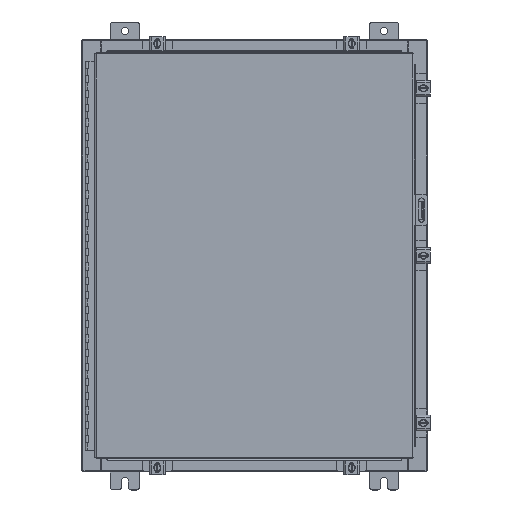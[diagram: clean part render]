
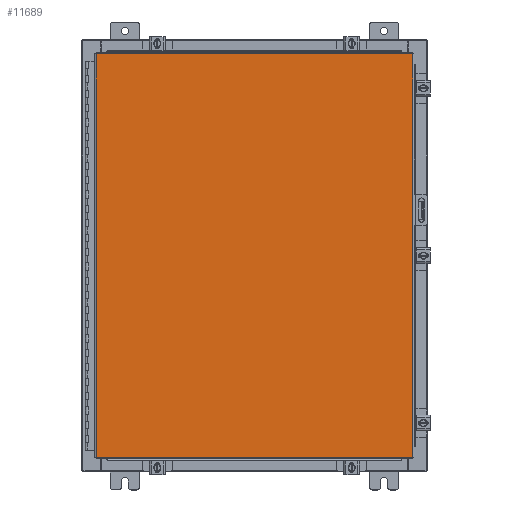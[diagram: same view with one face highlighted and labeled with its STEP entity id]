
A CAD part, top view. The second image highlights one B-rep face of the part: STEP entity #11689.
In plain terms, the highlighted planar face has unit normal (0, 0, 1).
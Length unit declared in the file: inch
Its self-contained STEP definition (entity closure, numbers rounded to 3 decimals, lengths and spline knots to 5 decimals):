
#428 = LINE ( 'NONE', #26976, #4523 ) ;
#1421 = VERTEX_POINT ( 'NONE', #4879 ) ;
#3602 = DIRECTION ( 'NONE',  ( 0., 0., -1. ) ) ;
#3712 = DIRECTION ( 'NONE',  ( 1., 0., 0. ) ) ;
#3964 = ORIENTED_EDGE ( 'NONE', *, *, #32856, .T. ) ;
#4118 = CARTESIAN_POINT ( 'NONE',  ( 10.9903, -14.0063, 0. ) ) ;
#4523 = VECTOR ( 'NONE', #17414, 39.37008 ) ;
#4713 = DIRECTION ( 'NONE',  ( 0., -1., 0. ) ) ;
#4784 = CARTESIAN_POINT ( 'NONE',  ( -10.9903, -14.0063, 0. ) ) ;
#4879 = CARTESIAN_POINT ( 'NONE',  ( -10.9903, -14.0063, 0. ) ) ;
#5989 = VECTOR ( 'NONE', #3712, 39.37008 ) ;
#8944 = FACE_OUTER_BOUND ( 'NONE', #24323, .T. ) ;
#9659 = PLANE ( 'NONE',  #15738 ) ;
#11689 = ADVANCED_FACE ( 'NONE', ( #8944 ), #9659, .F. ) ;
#12273 = EDGE_CURVE ( 'NONE', #33454, #1421, #35002, .T. ) ;
#12477 = ORIENTED_EDGE ( 'NONE', *, *, #28072, .T. ) ;
#14428 = ORIENTED_EDGE ( 'NONE', *, *, #12273, .T. ) ;
#15738 = AXIS2_PLACEMENT_3D ( 'NONE', #32718, #3602, #16881 ) ;
#16881 = DIRECTION ( 'NONE',  ( -1., 0., 0. ) ) ;
#17414 = DIRECTION ( 'NONE',  ( -1., 0., 0. ) ) ;
#18260 = CARTESIAN_POINT ( 'NONE',  ( -10.9903, 14.0063, 0. ) ) ;
#20452 = EDGE_CURVE ( 'NONE', #30845, #34373, #35296, .T. ) ;
#24323 = EDGE_LOOP ( 'NONE', ( #3964, #37433, #12477, #14428 ) ) ;
#25978 = CARTESIAN_POINT ( 'NONE',  ( 10.9903, -14.0063, 0. ) ) ;
#26976 = CARTESIAN_POINT ( 'NONE',  ( 10.9903, 14.0063, 0. ) ) ;
#28072 = EDGE_CURVE ( 'NONE', #34373, #33454, #428, .T. ) ;
#28095 = CARTESIAN_POINT ( 'NONE',  ( 10.9903, 14.0063, 0. ) ) ;
#30845 = VERTEX_POINT ( 'NONE', #4118 ) ;
#31274 = LINE ( 'NONE', #4784, #5989 ) ;
#32634 = DIRECTION ( 'NONE',  ( 0., 1., 0. ) ) ;
#32718 = CARTESIAN_POINT ( 'NONE',  ( 0., 0., 0. ) ) ;
#32856 = EDGE_CURVE ( 'NONE', #1421, #30845, #31274, .T. ) ;
#33454 = VERTEX_POINT ( 'NONE', #18260 ) ;
#33891 = CARTESIAN_POINT ( 'NONE',  ( -10.9903, 14.0063, 0. ) ) ;
#34373 = VERTEX_POINT ( 'NONE', #28095 ) ;
#34577 = VECTOR ( 'NONE', #4713, 39.37008 ) ;
#35002 = LINE ( 'NONE', #33891, #34577 ) ;
#35265 = VECTOR ( 'NONE', #32634, 39.37008 ) ;
#35296 = LINE ( 'NONE', #25978, #35265 ) ;
#37433 = ORIENTED_EDGE ( 'NONE', *, *, #20452, .T. ) ;
